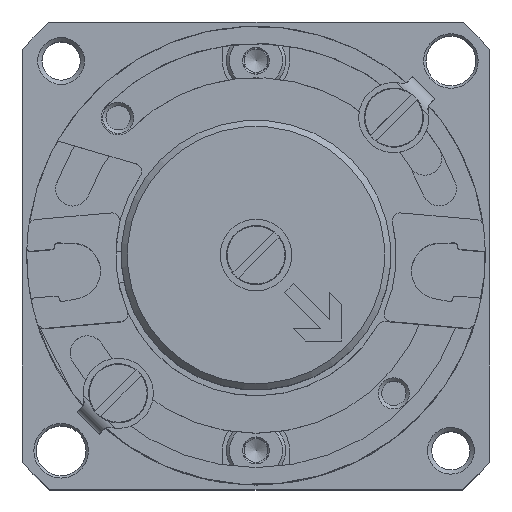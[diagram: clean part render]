
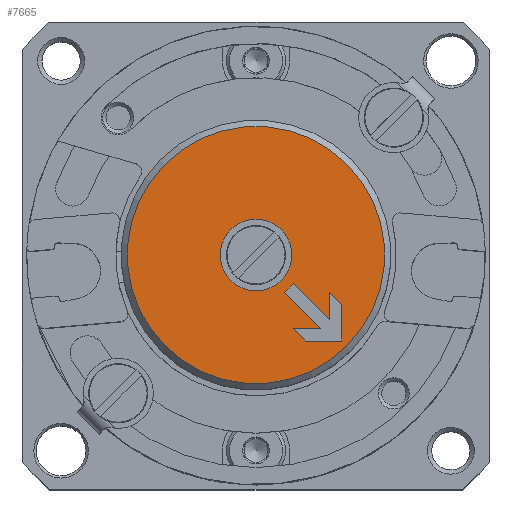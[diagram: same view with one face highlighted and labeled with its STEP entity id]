
A CAD part, top view. The second image highlights one B-rep face of the part: STEP entity #7665.
In plain terms, the highlighted face is planar.
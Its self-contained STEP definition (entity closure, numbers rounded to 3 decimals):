
#260=PLANE('',#8663);
#676=LINE('',#13195,#1169);
#677=LINE('',#13198,#1170);
#678=LINE('',#13200,#1171);
#679=LINE('',#13202,#1172);
#680=LINE('',#13204,#1173);
#681=LINE('',#13206,#1174);
#682=LINE('',#13208,#1175);
#683=LINE('',#13210,#1176);
#684=LINE('',#13212,#1177);
#1169=VECTOR('',#10748,1000.);
#1170=VECTOR('',#10749,1000.);
#1171=VECTOR('',#10750,1000.);
#1172=VECTOR('',#10751,1000.);
#1173=VECTOR('',#10752,1000.);
#1174=VECTOR('',#10753,1000.);
#1175=VECTOR('',#10754,1000.);
#1176=VECTOR('',#10755,1000.);
#1177=VECTOR('',#10756,1000.);
#1807=CIRCLE('',#8662,8.25);
#1808=CIRCLE('',#8664,2.3);
#3353=ORIENTED_EDGE('',*,*,#4715,.F.);
#3354=ORIENTED_EDGE('',*,*,#4716,.T.);
#3355=ORIENTED_EDGE('',*,*,#4717,.T.);
#3356=ORIENTED_EDGE('',*,*,#4718,.T.);
#3357=ORIENTED_EDGE('',*,*,#4719,.T.);
#3358=ORIENTED_EDGE('',*,*,#4720,.T.);
#3359=ORIENTED_EDGE('',*,*,#4721,.T.);
#3360=ORIENTED_EDGE('',*,*,#4722,.T.);
#3361=ORIENTED_EDGE('',*,*,#4723,.T.);
#3362=ORIENTED_EDGE('',*,*,#4724,.T.);
#3363=ORIENTED_EDGE('',*,*,#4714,.T.);
#4714=EDGE_CURVE('',#5522,#5522,#1807,.T.);
#4715=EDGE_CURVE('',#5523,#5523,#1808,.T.);
#4716=EDGE_CURVE('',#5524,#5525,#676,.T.);
#4717=EDGE_CURVE('',#5525,#5526,#677,.T.);
#4718=EDGE_CURVE('',#5526,#5527,#678,.T.);
#4719=EDGE_CURVE('',#5527,#5528,#679,.T.);
#4720=EDGE_CURVE('',#5528,#5529,#680,.T.);
#4721=EDGE_CURVE('',#5529,#5530,#681,.T.);
#4722=EDGE_CURVE('',#5530,#5531,#682,.T.);
#4723=EDGE_CURVE('',#5531,#5532,#683,.T.);
#4724=EDGE_CURVE('',#5532,#5524,#684,.T.);
#5522=VERTEX_POINT('',#13191);
#5523=VERTEX_POINT('',#13194);
#5524=VERTEX_POINT('',#13196);
#5525=VERTEX_POINT('',#13197);
#5526=VERTEX_POINT('',#13199);
#5527=VERTEX_POINT('',#13201);
#5528=VERTEX_POINT('',#13203);
#5529=VERTEX_POINT('',#13205);
#5530=VERTEX_POINT('',#13207);
#5531=VERTEX_POINT('',#13209);
#5532=VERTEX_POINT('',#13211);
#6287=EDGE_LOOP('',(#3353));
#6288=EDGE_LOOP('',(#3354,#3355,#3356,#3357,#3358,#3359,#3360,#3361,#3362));
#6289=EDGE_LOOP('',(#3363));
#7000=FACE_BOUND('',#6287,.T.);
#7001=FACE_BOUND('',#6288,.T.);
#7002=FACE_BOUND('',#6289,.T.);
#7665=ADVANCED_FACE('',(#7000,#7001,#7002),#260,.F.);
#8662=AXIS2_PLACEMENT_3D('',#13190,#10742,#10743);
#8663=AXIS2_PLACEMENT_3D('',#13192,#10744,#10745);
#8664=AXIS2_PLACEMENT_3D('',#13193,#10746,#10747);
#10742=DIRECTION('',(0.,0.,-1.));
#10743=DIRECTION('',(-1.,0.,0.));
#10744=DIRECTION('',(0.,0.,1.));
#10745=DIRECTION('',(1.,0.,0.));
#10746=DIRECTION('',(0.,0.,-1.));
#10747=DIRECTION('',(-1.,0.,0.));
#10748=DIRECTION('',(-0.707,0.707,0.));
#10749=DIRECTION('',(-0.707,-0.707,0.));
#10750=DIRECTION('',(0.,-1.,0.));
#10751=DIRECTION('',(0.707,0.707,0.));
#10752=DIRECTION('',(0.,-1.,0.));
#10753=DIRECTION('',(1.,0.,0.));
#10754=DIRECTION('',(0.,1.,0.));
#10755=DIRECTION('',(0.707,-0.707,0.));
#10756=DIRECTION('',(0.,1.,0.));
#13190=CARTESIAN_POINT('',(0.,0.,-13.7));
#13191=CARTESIAN_POINT('',(-8.25,0.,-13.7));
#13192=CARTESIAN_POINT('',(0.,8.25,-13.7));
#13193=CARTESIAN_POINT('',(0.,0.,-13.7));
#13194=CARTESIAN_POINT('',(-2.3,0.,-13.7));
#13195=CARTESIAN_POINT('',(1.65,6.15,-13.7));
#13196=CARTESIAN_POINT('',(1.65,6.15,-13.7));
#13197=CARTESIAN_POINT('',(0.,7.8,-13.7));
#13198=CARTESIAN_POINT('',(0.,7.8,-13.7));
#13199=CARTESIAN_POINT('',(-1.65,6.15,-13.7));
#13200=CARTESIAN_POINT('',(-1.65,6.15,-13.7));
#13201=CARTESIAN_POINT('',(-1.65,5.019,-13.7));
#13202=CARTESIAN_POINT('',(-1.65,5.019,-13.7));
#13203=CARTESIAN_POINT('',(-0.4,6.269,-13.7));
#13204=CARTESIAN_POINT('',(-0.4,6.269,-13.7));
#13205=CARTESIAN_POINT('',(-0.4,3.,-13.7));
#13206=CARTESIAN_POINT('',(0.,3.,-13.7));
#13207=CARTESIAN_POINT('',(0.4,3.,-13.7));
#13208=CARTESIAN_POINT('',(0.4,3.,-13.7));
#13209=CARTESIAN_POINT('',(0.4,6.269,-13.7));
#13210=CARTESIAN_POINT('',(0.4,6.269,-13.7));
#13211=CARTESIAN_POINT('',(1.65,5.019,-13.7));
#13212=CARTESIAN_POINT('',(1.65,5.019,-13.7));
